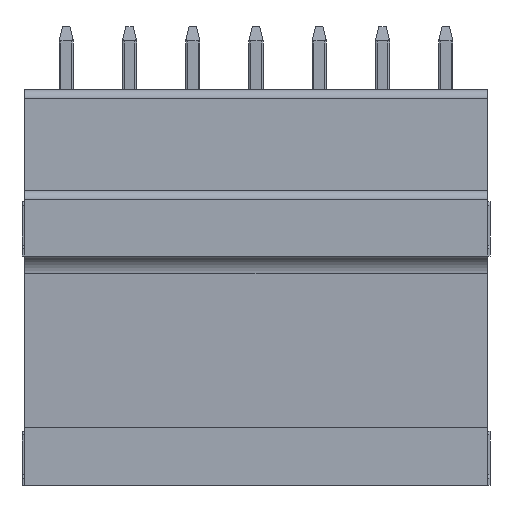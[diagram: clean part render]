
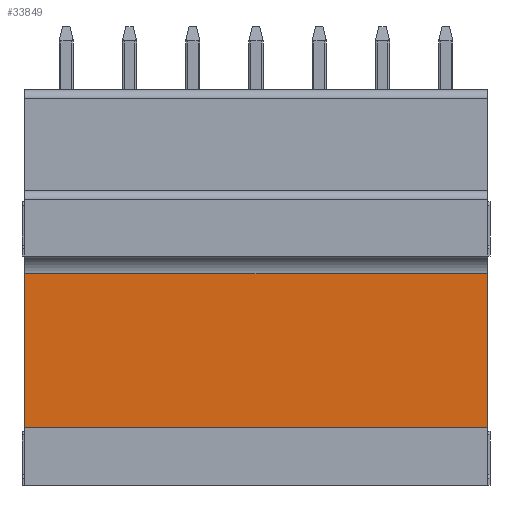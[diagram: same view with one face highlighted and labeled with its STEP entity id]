
A CAD part, front view. The second image highlights one B-rep face of the part: STEP entity #33849.
In plain terms, the highlighted planar face has unit normal (0, -1, -0.026).
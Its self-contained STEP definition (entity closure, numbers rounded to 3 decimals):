
#11536=DIRECTION('',(-1.,0.,0.));
#11537=VECTOR('',#11536,25.6);
#11538=CARTESIAN_POINT('',(-0.15,4.2,-9.5));
#11539=LINE('',#11538,#11537);
#11544=DIRECTION('',(0.,0.026,-1.));
#11545=VECTOR('',#11544,8.529);
#11546=CARTESIAN_POINT('',(-25.75,3.98,-0.974));
#11547=LINE('',#11546,#11545);
#11548=DIRECTION('',(-1.,0.,0.));
#11549=VECTOR('',#11548,25.6);
#11550=CARTESIAN_POINT('',(-0.15,3.98,-0.974));
#11551=LINE('',#11550,#11549);
#11552=DIRECTION('',(0.,0.026,-1.));
#11553=VECTOR('',#11552,8.529);
#11554=CARTESIAN_POINT('',(-0.15,3.98,-0.974));
#11555=LINE('',#11554,#11553);
#18129=CARTESIAN_POINT('',(-0.15,3.98,-0.974));
#18130=VERTEX_POINT('',#18129);
#18131=CARTESIAN_POINT('',(-0.15,4.2,-9.5));
#18132=VERTEX_POINT('',#18131);
#18249=CARTESIAN_POINT('',(-25.75,3.98,-0.974));
#18250=VERTEX_POINT('',#18249);
#18251=CARTESIAN_POINT('',(-25.75,4.2,-9.5));
#18252=VERTEX_POINT('',#18251);
#33836=CARTESIAN_POINT('',(0.,3.98,-0.974));
#33837=DIRECTION('',(0.,-1.,-0.026));
#33838=DIRECTION('',(0.,0.026,-1.));
#33839=AXIS2_PLACEMENT_3D('',#33836,#33837,#33838);
#33840=PLANE('',#33839);
#33841=ORIENTED_EDGE('',*,*,#25814,.F.);
#33843=ORIENTED_EDGE('',*,*,#33842,.F.);
#33845=ORIENTED_EDGE('',*,*,#33844,.T.);
#33846=ORIENTED_EDGE('',*,*,#33828,.T.);
#33847=EDGE_LOOP('',(#33841,#33843,#33845,#33846));
#33848=FACE_OUTER_BOUND('',#33847,.F.);
#33849=ADVANCED_FACE('',(#33848),#33840,.T.);
#25814=EDGE_CURVE('',#18250,#18252,#11547,.T.);
#33828=EDGE_CURVE('',#18132,#18252,#11539,.T.);
#33842=EDGE_CURVE('',#18130,#18250,#11551,.T.);
#33844=EDGE_CURVE('',#18130,#18132,#11555,.T.);
